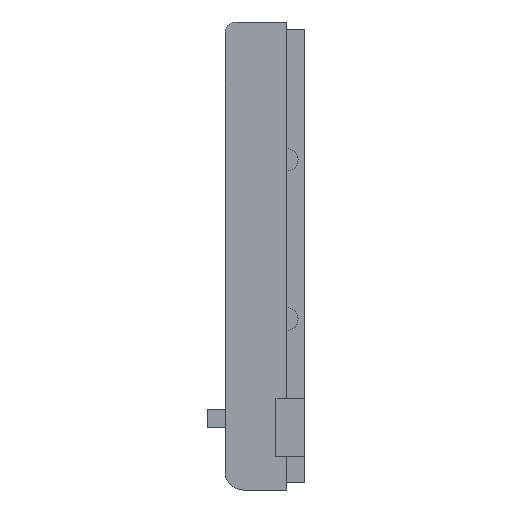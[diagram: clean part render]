
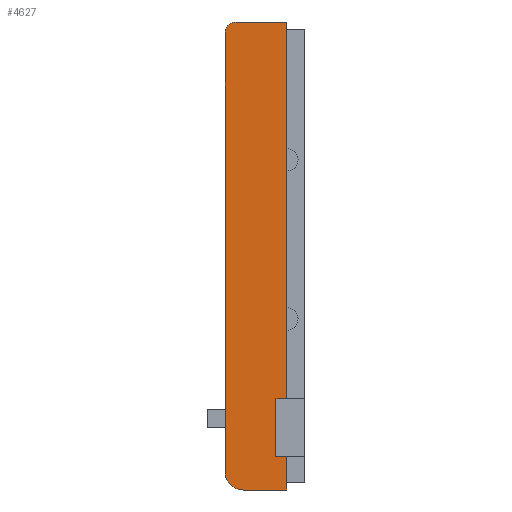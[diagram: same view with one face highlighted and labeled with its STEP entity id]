
A CAD part, left-side view. The second image highlights one B-rep face of the part: STEP entity #4627.
In plain terms, the highlighted planar face has unit normal (-1, 0, 0).
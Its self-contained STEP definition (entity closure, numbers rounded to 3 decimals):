
#118=CIRCLE('',#4873,3.);
#119=CIRCLE('',#4874,5.);
#141=FACE_OUTER_BOUND('',#372,.T.);
#372=EDGE_LOOP('',(#3105,#3106,#3107,#3108,#3109,#3110,#3111,#3112,#3113,
#3114));
#711=LINE('',#6307,#1353);
#712=LINE('',#6309,#1354);
#713=LINE('',#6313,#1355);
#714=LINE('',#6317,#1356);
#715=LINE('',#6319,#1357);
#716=LINE('',#6321,#1358);
#717=LINE('',#6323,#1359);
#718=LINE('',#6324,#1360);
#1353=VECTOR('',#5152,10.);
#1354=VECTOR('',#5153,10.);
#1355=VECTOR('',#5156,10.);
#1356=VECTOR('',#5159,10.);
#1357=VECTOR('',#5160,10.);
#1358=VECTOR('',#5161,10.);
#1359=VECTOR('',#5162,10.);
#1360=VECTOR('',#5163,10.);
#1991=VERTEX_POINT('',#6305);
#1992=VERTEX_POINT('',#6306);
#1993=VERTEX_POINT('',#6308);
#1994=VERTEX_POINT('',#6310);
#1995=VERTEX_POINT('',#6312);
#1996=VERTEX_POINT('',#6314);
#1997=VERTEX_POINT('',#6316);
#1998=VERTEX_POINT('',#6318);
#1999=VERTEX_POINT('',#6320);
#2000=VERTEX_POINT('',#6322);
#2437=EDGE_CURVE('',#1991,#1992,#711,.T.);
#2438=EDGE_CURVE('',#1992,#1993,#712,.T.);
#2439=EDGE_CURVE('',#1994,#1993,#118,.T.);
#2440=EDGE_CURVE('',#1995,#1994,#713,.T.);
#2441=EDGE_CURVE('',#1996,#1995,#119,.T.);
#2442=EDGE_CURVE('',#1997,#1996,#714,.T.);
#2443=EDGE_CURVE('',#1997,#1998,#715,.T.);
#2444=EDGE_CURVE('',#1998,#1999,#716,.T.);
#2445=EDGE_CURVE('',#1999,#2000,#717,.T.);
#2446=EDGE_CURVE('',#2000,#1991,#718,.T.);
#3105=ORIENTED_EDGE('',*,*,#2437,.T.);
#3106=ORIENTED_EDGE('',*,*,#2438,.T.);
#3107=ORIENTED_EDGE('',*,*,#2439,.F.);
#3108=ORIENTED_EDGE('',*,*,#2440,.F.);
#3109=ORIENTED_EDGE('',*,*,#2441,.F.);
#3110=ORIENTED_EDGE('',*,*,#2442,.F.);
#3111=ORIENTED_EDGE('',*,*,#2443,.T.);
#3112=ORIENTED_EDGE('',*,*,#2444,.T.);
#3113=ORIENTED_EDGE('',*,*,#2445,.T.);
#3114=ORIENTED_EDGE('',*,*,#2446,.T.);
#4406=PLANE('',#4872);
#4627=ADVANCED_FACE('',(#141),#4406,.T.);
#4872=AXIS2_PLACEMENT_3D('',#6304,#5150,#5151);
#4873=AXIS2_PLACEMENT_3D('',#6311,#5154,#5155);
#4874=AXIS2_PLACEMENT_3D('',#6315,#5157,#5158);
#5150=DIRECTION('center_axis',(-1.,0.,0.));
#5151=DIRECTION('ref_axis',(0.,0.,1.));
#5152=DIRECTION('',(0.,0.,1.));
#5153=DIRECTION('',(0.,1.,0.));
#5154=DIRECTION('center_axis',(1.,0.,0.));
#5155=DIRECTION('ref_axis',(0.,0.707,0.707));
#5156=DIRECTION('',(0.,0.,1.));
#5157=DIRECTION('center_axis',(1.,0.,0.));
#5158=DIRECTION('ref_axis',(0.,0.707,-0.707));
#5159=DIRECTION('',(0.,1.,0.));
#5160=DIRECTION('',(0.,0.,1.));
#5161=DIRECTION('',(0.,1.,0.));
#5162=DIRECTION('',(0.,0.,1.));
#5163=DIRECTION('',(0.,-1.,0.));
#6304=CARTESIAN_POINT('Origin',(-97.844,0.,-69.637));
#6305=CARTESIAN_POINT('',(-97.844,-7.,-44.426));
#6306=CARTESIAN_POINT('',(-97.844,-7.,59.343));
#6307=CARTESIAN_POINT('',(-97.844,-7.,-57.031));
#6308=CARTESIAN_POINT('',(-97.844,7.,59.343));
#6309=CARTESIAN_POINT('',(-97.844,0.,59.343));
#6310=CARTESIAN_POINT('',(-97.844,10.,56.343));
#6311=CARTESIAN_POINT('Origin',(-97.844,7.,56.343));
#6312=CARTESIAN_POINT('',(-97.844,10.,-64.637));
#6313=CARTESIAN_POINT('',(-97.844,10.,59.343));
#6314=CARTESIAN_POINT('',(-97.844,5.,-69.637));
#6315=CARTESIAN_POINT('Origin',(-97.844,5.,-64.637));
#6316=CARTESIAN_POINT('',(-97.844,-7.,-69.637));
#6317=CARTESIAN_POINT('',(-97.844,0.,-69.637));
#6318=CARTESIAN_POINT('',(-97.844,-7.,-60.426));
#6319=CARTESIAN_POINT('',(-97.844,-7.,-69.637));
#6320=CARTESIAN_POINT('',(-97.844,-4.,-60.426));
#6321=CARTESIAN_POINT('',(-97.844,-3.5,-60.426));
#6322=CARTESIAN_POINT('',(-97.844,-4.,-44.426));
#6323=CARTESIAN_POINT('',(-97.844,-4.,-61.031));
#6324=CARTESIAN_POINT('',(-97.844,-6.,-44.426));
